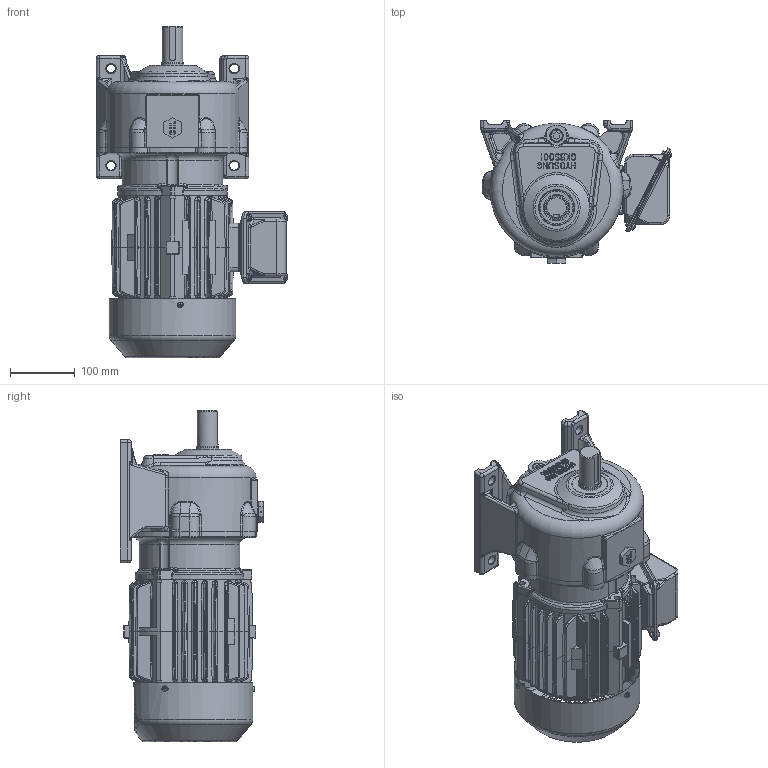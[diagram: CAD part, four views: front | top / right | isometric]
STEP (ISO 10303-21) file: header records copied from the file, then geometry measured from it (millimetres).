
FILE_DESCRIPTION(/* description */ ('Unknown'),/* implementation_level */ '2;1');
FILE_NAME(/* name */ 'EK2DO07107_RPH_1.5KW_R40_CUSTOMER',/* time_stamp */ '2019-08-02T16:36:04+09:00',/* author */ ('Unknown'),/* organization */ ('Unknown'),/* preprocessor_version */ 'ST-DEVELOPER v16.7',/* originating_system */ 'DEX',/* authorisation */ $);
FILE_SCHEMA (('AP203_CONFIGURATION_CONTROLLED_3D_DESIGN_OF_MECHANICAL_PARTS_AND_ASSEMBLIES_MIM_LF { 1 0 10303 203 3 1 4 }','AUTOMOTIVE_DESIGN {1 0 10303 214 3 1 1}'));
Length unit declared in the file: millimetre
Products named in the file (20): EK2DO07107_RPH_1.5KW_R40_CUSTOMER; DKA0100585_DGKBS001_Casing_mbs_CUSTOMER; DKA0700290_DGKDS005; DKA0800188_DGKBS044_CUSTOMER; 1in BSP Tank Plug_5530; 4-2 FR.90L_ROUND_CUSTOMER; 1-2 FR.90L_ROUND_DMA0300845; 2-1 �ݺ��� �����+��켓+후드+볼트; DSMW10383_饶3; M5x8_饶靛; 3-1 FR.80~90 繹っ 欽; DMA0700233; DMA120011(橇饭烙啊勱皜鞀れ紦); DMA1200110(´ÜÀÚ¹Ú½º•ìŠ¤ê°€ìŠ¤ì¼“); DMA0700372; ~FR.132 炼赋杭飘柬姼_旎る矂; Oil Seal(35x55x11); Oil Seal(35x55x11)胶橇; Socket Plug Conical Hole Thread R 1-2 DIN 906(Screw Plug Conical Hole
 Thread R 1-2 DIN 906)
Assembly tree (24 placements, depth 4):
  EK2DO07107_RPH_1.5KW_R40_CUSTOMER
    DKA0100585_DGKBS001_Casing_mbs_CUSTOMER
    DKA0700290_DGKDS005
    DKA0800188_DGKBS044_CUSTOMER
    1in BSP Tank Plug_5530
    4-2 FR.90L_ROUND_CUSTOMER
      1-2 FR.90L_ROUND_DMA0300845
      2-1 �ݺ��� �����+��켓+후드+볼트
        DSMW10383_饶3
        M5x8_饶靛  x3
      3-1 FR.80~90 繹っ 欽
        DMA0700233
        DMA120011(橇饭烙啊勱皜鞀れ紦)
        DMA1200110(´ÜÀÚ¹Ú½º•ìŠ¤ê°€ìŠ¤ì¼“)
        DMA0700372
        ~FR.132 炼赋杭飘柬姼_旎る矂  x4
    Oil Seal(35x55x11)
      Oil Seal(35x55x11)
      Oil Seal(35x55x11)胶橇
    Socket Plug Conical Hole Thread R 1-2 DIN 906(Screw Plug Conical Hole
 Thread R 1-2 DIN 906)
Bounding box: 294.96 x 221.75 x 511.1 mm (x, y, z)
Volume: 10790257.1 mm3; surface area: 830270.7 mm2
Topology: 20 solids, 20 shells, 3280 faces, 8504 edges, 5255 vertices
Faces by surface type: plane 1178, cylinder 1170, bspline 674, torus 134, cone 90, sphere 34
Full cylindrical faces by diameter (mm): 1.5 x1, 4.917 x8, 5 x3, 6 x9, 6.647 x12, 7 x8, 8 x4, 8.376 x12, 9 x10, 10.5 x4, 14 x4, 18 x1, 20 x2, 26 x1, 32 x1, 35 x2, 39.2 x1, 40 x1, 42 x1, 45 x1, 51.5 x1, 55 x2, 161 x2
Entity records: 107664 total; most frequent: CARTESIAN_POINT 33620, ORIENTED_EDGE 15762, DIRECTION 14618, EDGE_CURVE 7881, AXIS2_PLACEMENT_3D 5510, VERTEX_POINT 4982, FACE_BOUND 3691, EDGE_LOOP 3673
